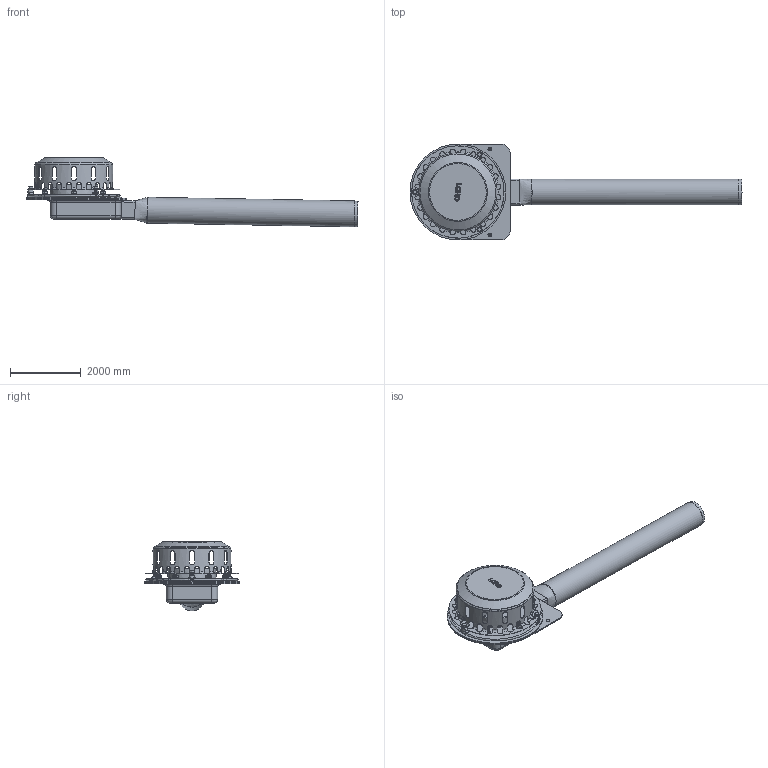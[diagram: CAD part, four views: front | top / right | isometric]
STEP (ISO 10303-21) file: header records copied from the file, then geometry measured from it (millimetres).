
FILE_DESCRIPTION(/* description */ (''),/* implementation_level */ '2;1');
FILE_NAME(/* name */ '01343.070X_3D.stp',/* time_stamp */ '2024-12-11T13:24:41+01:00',/* author */ ('CAD'),/* organization */ (''),/* preprocessor_version */ 'ST-DEVELOPER v20',/* originating_system */ 'AutoCAD Mechanical',/* authorisation */ '');
FILE_SCHEMA (('AUTOMOTIVE_DESIGN { 1 0 10303 214 3 1 1 }'));
Length unit declared in the file: centimetre
Products named in the file (2): Product; *S0
Assembly tree (1 placements, depth 2):
  Product
    *S0
Bounding box: 9356.32 x 2700 x 1960.65 mm (x, y, z)
Volume: 964369730.6 mm3; surface area: 94599020.1 mm2
Topology: 24 solids, 24 shells, 954 faces, 2434 edges, 1485 vertices
Faces by surface type: cone 341, plane 257, cylinder 220, torus 114, bspline 19, sphere 3
Full cylindrical faces by diameter (mm): 60 x3, 70 x12, 80 x21, 83.76 x6, 105 x2, 160 x12, 706 x1, 730 x1, 1220 x1, 1300 x1, 2180 x1, 2200 x1, 2600 x1, 2700 x1
Entity records: 37491 total; most frequent: CARTESIAN_POINT 14680, ORIENTED_EDGE 4806, DIRECTION 4705, EDGE_CURVE 2403, AXIS2_PLACEMENT_3D 1893, VERTEX_POINT 1485, EDGE_LOOP 1082, FACE_OUTER_BOUND 954
